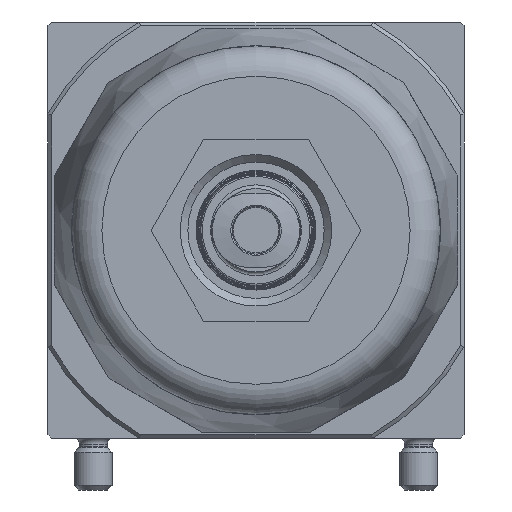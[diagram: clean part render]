
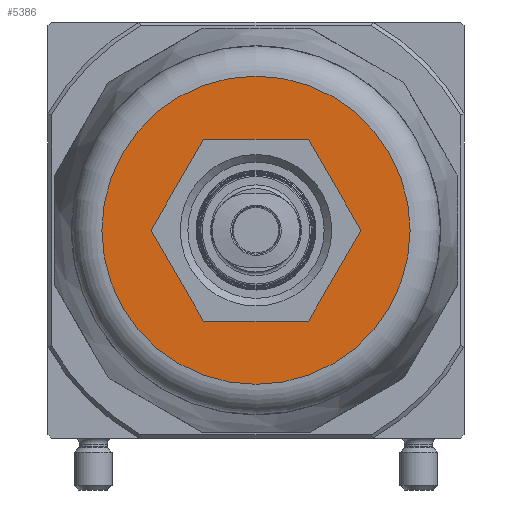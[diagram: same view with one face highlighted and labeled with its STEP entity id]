
A CAD part, front view. The second image highlights one B-rep face of the part: STEP entity #5386.
In plain terms, the highlighted planar face has unit normal (0, -1, 0).
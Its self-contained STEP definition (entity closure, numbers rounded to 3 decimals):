
#196=LINE('',#7844,#418);
#197=LINE('',#7847,#419);
#198=LINE('',#7849,#420);
#199=LINE('',#7851,#421);
#200=LINE('',#7853,#422);
#201=LINE('',#7855,#423);
#418=VECTOR('',#6273,1000.);
#419=VECTOR('',#6274,1000.);
#420=VECTOR('',#6275,1000.);
#421=VECTOR('',#6276,1000.);
#422=VECTOR('',#6277,1000.);
#423=VECTOR('',#6278,1000.);
#610=PLANE('',#5689);
#1116=ORIENTED_EDGE('',*,*,#2095,.T.);
#1117=ORIENTED_EDGE('',*,*,#2096,.T.);
#1118=ORIENTED_EDGE('',*,*,#2097,.T.);
#1119=ORIENTED_EDGE('',*,*,#2098,.T.);
#1120=ORIENTED_EDGE('',*,*,#2099,.T.);
#1121=ORIENTED_EDGE('',*,*,#2100,.T.);
#1122=ORIENTED_EDGE('',*,*,#2101,.T.);
#2095=EDGE_CURVE('',#2580,#2580,#2866,.T.);
#2096=EDGE_CURVE('',#2581,#2582,#196,.T.);
#2097=EDGE_CURVE('',#2582,#2583,#197,.T.);
#2098=EDGE_CURVE('',#2583,#2584,#198,.T.);
#2099=EDGE_CURVE('',#2584,#2585,#199,.T.);
#2100=EDGE_CURVE('',#2585,#2586,#200,.T.);
#2101=EDGE_CURVE('',#2586,#2581,#201,.T.);
#2580=VERTEX_POINT('',#7842);
#2581=VERTEX_POINT('',#7845);
#2582=VERTEX_POINT('',#7846);
#2583=VERTEX_POINT('',#7848);
#2584=VERTEX_POINT('',#7850);
#2585=VERTEX_POINT('',#7852);
#2586=VERTEX_POINT('',#7854);
#2866=CIRCLE('',#5688,20.35);
#3063=EDGE_LOOP('',(#1116));
#3064=EDGE_LOOP('',(#1117,#1118,#1119,#1120,#1121,#1122));
#3393=FACE_BOUND('',#3063,.T.);
#3394=FACE_BOUND('',#3064,.T.);
#5386=ADVANCED_FACE('',(#3393,#3394),#610,.F.);
#5688=AXIS2_PLACEMENT_3D('',#7841,#6269,#6270);
#5689=AXIS2_PLACEMENT_3D('',#7843,#6271,#6272);
#6269=DIRECTION('',(0.,-1.,0.));
#6270=DIRECTION('',(0.,0.,-1.));
#6271=DIRECTION('',(0.,1.,0.));
#6272=DIRECTION('',(0.,0.,1.));
#6273=DIRECTION('',(0.,0.,1.));
#6274=DIRECTION('',(0.866,0.,0.5));
#6275=DIRECTION('',(0.866,0.,-0.5));
#6276=DIRECTION('',(0.,0.,-1.));
#6277=DIRECTION('',(-0.866,0.,-0.5));
#6278=DIRECTION('',(-0.866,0.,0.5));
#7841=CARTESIAN_POINT('',(0.,-145.7,0.));
#7842=CARTESIAN_POINT('',(0.,-145.7,-20.35));
#7843=CARTESIAN_POINT('',(20.35,-145.7,0.));
#7844=CARTESIAN_POINT('',(-12.,-145.7,-6.928));
#7845=CARTESIAN_POINT('',(-12.,-145.7,-6.928));
#7846=CARTESIAN_POINT('',(-12.,-145.7,6.928));
#7847=CARTESIAN_POINT('',(-12.,-145.7,6.928));
#7848=CARTESIAN_POINT('',(0.,-145.7,13.856));
#7849=CARTESIAN_POINT('',(0.,-145.7,13.856));
#7850=CARTESIAN_POINT('',(12.,-145.7,6.928));
#7851=CARTESIAN_POINT('',(12.,-145.7,6.928));
#7852=CARTESIAN_POINT('',(12.,-145.7,-6.928));
#7853=CARTESIAN_POINT('',(12.,-145.7,-6.928));
#7854=CARTESIAN_POINT('',(0.,-145.7,-13.856));
#7855=CARTESIAN_POINT('',(0.,-145.7,-13.856));
